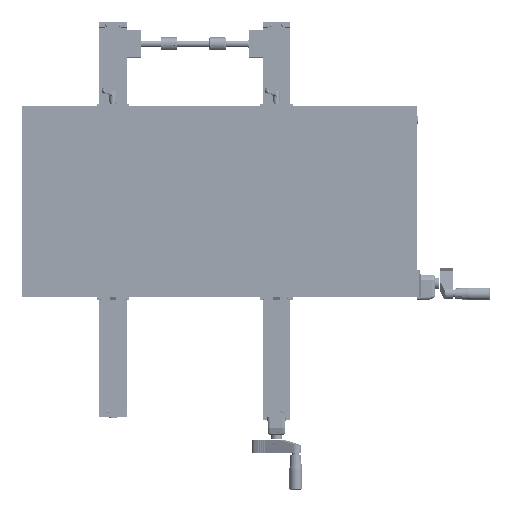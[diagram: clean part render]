
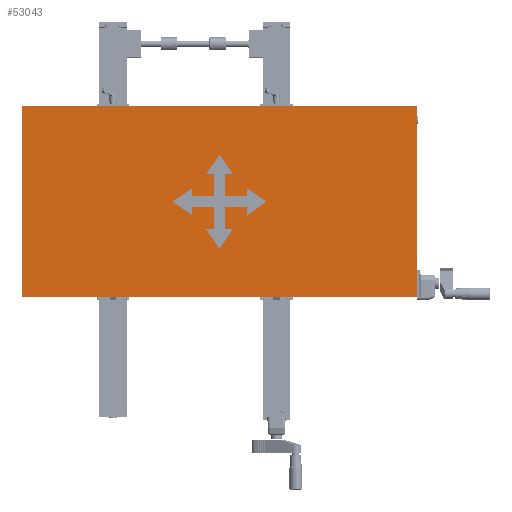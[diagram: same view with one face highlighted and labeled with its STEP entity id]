
A CAD part, top view. The second image highlights one B-rep face of the part: STEP entity #53043.
In plain terms, the highlighted planar face has unit normal (0, 0, 1).
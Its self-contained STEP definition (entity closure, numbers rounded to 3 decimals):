
#3605=LINE('',#84431,#6908);
#3611=LINE('',#84444,#6914);
#3614=LINE('',#84451,#6917);
#3618=LINE('',#84459,#6921);
#3619=LINE('',#84461,#6922);
#3622=LINE('',#84467,#6925);
#3625=LINE('',#84473,#6928);
#3628=LINE('',#84479,#6931);
#3630=LINE('',#84482,#6933);
#3633=LINE('',#84488,#6936);
#3636=LINE('',#84494,#6939);
#3639=LINE('',#84500,#6942);
#3645=LINE('',#84512,#6948);
#3649=LINE('',#84521,#6952);
#3652=LINE('',#84527,#6955);
#3655=LINE('',#84533,#6958);
#3660=LINE('',#84543,#6963);
#3662=LINE('',#84547,#6965);
#3664=LINE('',#84551,#6967);
#3667=LINE('',#84557,#6970);
#3670=LINE('',#84563,#6973);
#3673=LINE('',#84569,#6976);
#3676=LINE('',#84575,#6979);
#3679=LINE('',#84579,#6982);
#3681=LINE('',#84583,#6984);
#3683=LINE('',#84587,#6986);
#3685=LINE('',#84591,#6988);
#3687=LINE('',#84595,#6990);
#6908=VECTOR('',#66949,1000.);
#6914=VECTOR('',#66957,1000.);
#6917=VECTOR('',#66962,1000.);
#6921=VECTOR('',#66968,1000.);
#6922=VECTOR('',#66971,1000.);
#6925=VECTOR('',#66976,1000.);
#6928=VECTOR('',#66981,1000.);
#6931=VECTOR('',#66986,1000.);
#6933=VECTOR('',#66990,1000.);
#6936=VECTOR('',#66995,1000.);
#6939=VECTOR('',#67000,1000.);
#6942=VECTOR('',#67005,1000.);
#6948=VECTOR('',#67015,1000.);
#6952=VECTOR('',#67021,1000.);
#6955=VECTOR('',#67026,1000.);
#6958=VECTOR('',#67031,1000.);
#6963=VECTOR('',#67038,1000.);
#6965=VECTOR('',#67042,1000.);
#6967=VECTOR('',#67046,1000.);
#6970=VECTOR('',#67051,1000.);
#6973=VECTOR('',#67056,1000.);
#6976=VECTOR('',#67061,1000.);
#6979=VECTOR('',#67066,1000.);
#6982=VECTOR('',#67071,1000.);
#6984=VECTOR('',#67075,1000.);
#6986=VECTOR('',#67079,1000.);
#6988=VECTOR('',#67083,1000.);
#6990=VECTOR('',#67087,1000.);
#10081=PLANE('',#56653);
#20719=ORIENTED_EDGE('',*,*,#26114,.T.);
#20720=ORIENTED_EDGE('',*,*,#26112,.T.);
#20721=ORIENTED_EDGE('',*,*,#26110,.T.);
#20722=ORIENTED_EDGE('',*,*,#26108,.T.);
#20723=ORIENTED_EDGE('',*,*,#26106,.T.);
#20724=ORIENTED_EDGE('',*,*,#26038,.T.);
#20725=ORIENTED_EDGE('',*,*,#26057,.T.);
#20726=ORIENTED_EDGE('',*,*,#26060,.T.);
#20727=ORIENTED_EDGE('',*,*,#26063,.T.);
#20728=ORIENTED_EDGE('',*,*,#26066,.T.);
#20729=ORIENTED_EDGE('',*,*,#26041,.T.);
#20730=ORIENTED_EDGE('',*,*,#26045,.T.);
#20731=ORIENTED_EDGE('',*,*,#26046,.T.);
#20732=ORIENTED_EDGE('',*,*,#26049,.T.);
#20733=ORIENTED_EDGE('',*,*,#26052,.T.);
#20734=ORIENTED_EDGE('',*,*,#26055,.T.);
#20735=ORIENTED_EDGE('',*,*,#26032,.T.);
#20736=ORIENTED_EDGE('',*,*,#26103,.T.);
#20737=ORIENTED_EDGE('',*,*,#26100,.T.);
#20738=ORIENTED_EDGE('',*,*,#26097,.T.);
#20739=ORIENTED_EDGE('',*,*,#26094,.T.);
#20740=ORIENTED_EDGE('',*,*,#26091,.T.);
#20741=ORIENTED_EDGE('',*,*,#26089,.T.);
#20742=ORIENTED_EDGE('',*,*,#26087,.T.);
#20743=ORIENTED_EDGE('',*,*,#26082,.T.);
#20744=ORIENTED_EDGE('',*,*,#26079,.T.);
#20745=ORIENTED_EDGE('',*,*,#26076,.T.);
#20746=ORIENTED_EDGE('',*,*,#26072,.T.);
#26032=EDGE_CURVE('',#29685,#29683,#3605,.T.);
#26038=EDGE_CURVE('',#29688,#29690,#3611,.T.);
#26041=EDGE_CURVE('',#29694,#29693,#3614,.T.);
#26045=EDGE_CURVE('',#29693,#29696,#3618,.T.);
#26046=EDGE_CURVE('',#29696,#29697,#3619,.T.);
#26049=EDGE_CURVE('',#29697,#29699,#3622,.T.);
#26052=EDGE_CURVE('',#29699,#29701,#3625,.T.);
#26055=EDGE_CURVE('',#29701,#29685,#3628,.T.);
#26057=EDGE_CURVE('',#29690,#29703,#3630,.T.);
#26060=EDGE_CURVE('',#29703,#29705,#3633,.T.);
#26063=EDGE_CURVE('',#29705,#29707,#3636,.T.);
#26066=EDGE_CURVE('',#29707,#29694,#3639,.T.);
#26072=EDGE_CURVE('',#29713,#29714,#3645,.T.);
#26076=EDGE_CURVE('',#29717,#29713,#3649,.T.);
#26079=EDGE_CURVE('',#29719,#29717,#3652,.T.);
#26082=EDGE_CURVE('',#29721,#29719,#3655,.T.);
#26087=EDGE_CURVE('',#29724,#29721,#3660,.T.);
#26089=EDGE_CURVE('',#29726,#29724,#3662,.T.);
#26091=EDGE_CURVE('',#29727,#29726,#3664,.T.);
#26094=EDGE_CURVE('',#29729,#29727,#3667,.T.);
#26097=EDGE_CURVE('',#29731,#29729,#3670,.T.);
#26100=EDGE_CURVE('',#29733,#29731,#3673,.T.);
#26103=EDGE_CURVE('',#29683,#29733,#3676,.T.);
#26106=EDGE_CURVE('',#29714,#29688,#3679,.T.);
#26108=EDGE_CURVE('',#29736,#29735,#3681,.T.);
#26110=EDGE_CURVE('',#29737,#29736,#3683,.T.);
#26112=EDGE_CURVE('',#29738,#29737,#3685,.T.);
#26114=EDGE_CURVE('',#29735,#29738,#3687,.T.);
#29683=VERTEX_POINT('',#84429);
#29685=VERTEX_POINT('',#84432);
#29688=VERTEX_POINT('',#84439);
#29690=VERTEX_POINT('',#84443);
#29693=VERTEX_POINT('',#84450);
#29694=VERTEX_POINT('',#84452);
#29696=VERTEX_POINT('',#84458);
#29697=VERTEX_POINT('',#84462);
#29699=VERTEX_POINT('',#84468);
#29701=VERTEX_POINT('',#84474);
#29703=VERTEX_POINT('',#84483);
#29705=VERTEX_POINT('',#84489);
#29707=VERTEX_POINT('',#84495);
#29713=VERTEX_POINT('',#84513);
#29714=VERTEX_POINT('',#84514);
#29717=VERTEX_POINT('',#84522);
#29719=VERTEX_POINT('',#84528);
#29721=VERTEX_POINT('',#84534);
#29724=VERTEX_POINT('',#84541);
#29726=VERTEX_POINT('',#84548);
#29727=VERTEX_POINT('',#84552);
#29729=VERTEX_POINT('',#84558);
#29731=VERTEX_POINT('',#84564);
#29733=VERTEX_POINT('',#84570);
#29735=VERTEX_POINT('',#84582);
#29736=VERTEX_POINT('',#84584);
#29737=VERTEX_POINT('',#84588);
#29738=VERTEX_POINT('',#84592);
#33192=EDGE_LOOP('',(#20719,#20720,#20721,#20722));
#33193=EDGE_LOOP('',(#20723,#20724,#20725,#20726,#20727,#20728,#20729,#20730,
#20731,#20732,#20733,#20734,#20735,#20736,#20737,#20738,#20739,#20740,#20741,
#20742,#20743,#20744,#20745,#20746));
#36040=FACE_BOUND('',#33192,.T.);
#36041=FACE_BOUND('',#33193,.T.);
#53043=ADVANCED_FACE('',(#36040,#36041),#10081,.T.);
#56653=AXIS2_PLACEMENT_3D('',#84596,#67088,#67089);
#66949=DIRECTION('',(1.,0.,0.));
#66957=DIRECTION('',(0.,-1.,0.));
#66962=DIRECTION('',(0.,1.,0.));
#66968=DIRECTION('',(-1.,0.,0.));
#66971=DIRECTION('',(0.,-1.,0.));
#66976=DIRECTION('',(-0.822,0.57,0.));
#66981=DIRECTION('',(0.822,0.57,0.));
#66986=DIRECTION('',(0.,-1.,0.));
#66990=DIRECTION('',(1.,0.,0.));
#66995=DIRECTION('',(-0.57,-0.822,0.));
#67000=DIRECTION('',(-0.57,0.822,0.));
#67005=DIRECTION('',(1.,0.,0.));
#67015=DIRECTION('',(0.,1.,0.));
#67021=DIRECTION('',(-0.822,-0.57,0.));
#67026=DIRECTION('',(0.822,-0.57,0.));
#67031=DIRECTION('',(0.,1.,0.));
#67038=DIRECTION('',(1.,0.,0.));
#67042=DIRECTION('',(0.,-1.,0.));
#67046=DIRECTION('',(-1.,0.,0.));
#67051=DIRECTION('',(0.57,-0.822,0.));
#67056=DIRECTION('',(0.57,0.822,0.));
#67061=DIRECTION('',(-1.,0.,0.));
#67066=DIRECTION('',(0.,1.,0.));
#67071=DIRECTION('',(-1.,0.,0.));
#67075=DIRECTION('',(-1.,0.,0.));
#67079=DIRECTION('',(0.,1.,0.));
#67083=DIRECTION('',(1.,0.,0.));
#67087=DIRECTION('',(0.,-1.,0.));
#67088=DIRECTION('',(0.,0.,1.));
#67089=DIRECTION('',(1.,0.,0.));
#84429=CARTESIAN_POINT('',(-10.,10.,20.614));
#84431=CARTESIAN_POINT('',(0.,10.,20.614));
#84432=CARTESIAN_POINT('',(-50.,10.,20.614));
#84439=CARTESIAN_POINT('',(10.,-10.,20.614));
#84443=CARTESIAN_POINT('',(10.,-50.,20.614));
#84444=CARTESIAN_POINT('',(10.,0.,20.614));
#84450=CARTESIAN_POINT('',(-10.,-10.,20.614));
#84451=CARTESIAN_POINT('',(-10.,0.,20.614));
#84452=CARTESIAN_POINT('',(-10.,-50.,20.614));
#84458=CARTESIAN_POINT('',(-50.,-10.,20.614));
#84459=CARTESIAN_POINT('',(0.,-10.,20.614));
#84461=CARTESIAN_POINT('',(-50.,0.,20.614));
#84462=CARTESIAN_POINT('',(-50.,-25.,20.614));
#84467=CARTESIAN_POINT('',(-27.928,-40.297,20.614));
#84468=CARTESIAN_POINT('',(-86.072,0.,20.614));
#84473=CARTESIAN_POINT('',(-27.928,40.297,20.614));
#84474=CARTESIAN_POINT('',(-50.,25.,20.614));
#84479=CARTESIAN_POINT('',(-50.,0.,20.614));
#84482=CARTESIAN_POINT('',(0.,-50.,20.614));
#84483=CARTESIAN_POINT('',(25.,-50.,20.614));
#84488=CARTESIAN_POINT('',(40.297,-27.928,20.614));
#84489=CARTESIAN_POINT('',(0.,-86.072,20.614));
#84494=CARTESIAN_POINT('',(-40.297,-27.928,20.614));
#84495=CARTESIAN_POINT('',(-25.,-50.,20.614));
#84500=CARTESIAN_POINT('',(0.,-50.,20.614));
#84512=CARTESIAN_POINT('',(50.,0.,20.614));
#84513=CARTESIAN_POINT('',(50.,-25.,20.614));
#84514=CARTESIAN_POINT('',(50.,-10.,20.614));
#84521=CARTESIAN_POINT('',(27.928,-40.297,20.614));
#84522=CARTESIAN_POINT('',(86.072,0.,20.614));
#84527=CARTESIAN_POINT('',(27.928,40.297,20.614));
#84528=CARTESIAN_POINT('',(50.,25.,20.614));
#84533=CARTESIAN_POINT('',(50.,0.,20.614));
#84534=CARTESIAN_POINT('',(50.,10.,20.614));
#84541=CARTESIAN_POINT('',(10.,10.,20.614));
#84543=CARTESIAN_POINT('',(0.,10.,20.614));
#84547=CARTESIAN_POINT('',(10.,0.,20.614));
#84548=CARTESIAN_POINT('',(10.,50.,20.614));
#84551=CARTESIAN_POINT('',(10.,50.,20.614));
#84552=CARTESIAN_POINT('',(25.,50.,20.614));
#84557=CARTESIAN_POINT('',(25.,50.,20.614));
#84558=CARTESIAN_POINT('',(0.,86.072,20.614));
#84563=CARTESIAN_POINT('',(-25.,50.,20.614));
#84564=CARTESIAN_POINT('',(-25.,50.,20.614));
#84569=CARTESIAN_POINT('',(-10.,50.,20.614));
#84570=CARTESIAN_POINT('',(-10.,50.,20.614));
#84575=CARTESIAN_POINT('',(-10.,0.,20.614));
#84579=CARTESIAN_POINT('',(0.,-10.,20.614));
#84582=CARTESIAN_POINT('',(-175.,362.5,20.614));
#84583=CARTESIAN_POINT('',(175.,362.5,20.614));
#84584=CARTESIAN_POINT('',(175.,362.5,20.614));
#84587=CARTESIAN_POINT('',(175.,-362.5,20.614));
#84588=CARTESIAN_POINT('',(175.,-362.5,20.614));
#84591=CARTESIAN_POINT('',(-175.,-362.5,20.614));
#84592=CARTESIAN_POINT('',(-175.,-362.5,20.614));
#84595=CARTESIAN_POINT('',(-175.,362.5,20.614));
#84596=CARTESIAN_POINT('',(0.,0.,20.614));
